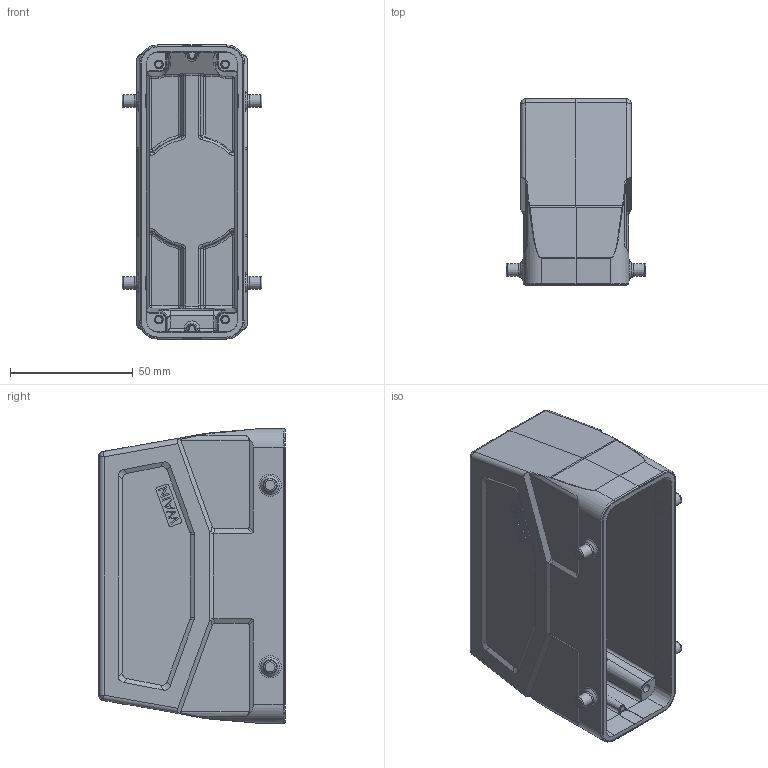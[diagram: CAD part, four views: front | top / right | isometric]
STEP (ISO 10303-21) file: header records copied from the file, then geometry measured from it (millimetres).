
FILE_DESCRIPTION(/* description */ (''),/* implementation_level */ '2;1');
FILE_NAME(/* name */ '3D_1112245305006_EMC.W24B-SEH-4B-PG21_V1.0_stp.stp',/* time_stamp */ '2024-03-20T16:31:53+08:00',/* author */ (''),/* organization */ (''),/* preprocessor_version */ 'ST-DEVELOPER v18.1',/* originating_system */ 'SIEMENS PLM Software NX 1980',/* authorisation */ '');
FILE_SCHEMA (('TECHNICAL_DATA_PACKAGING'));
Length unit declared in the file: millimetre
Products named in the file (1): 3D_1112245305006_EMC.W24B-SEH-4B-PG21_V1.0_stp
Bounding box: 57 x 76 x 120 mm (x, y, z)
Volume: 99381 mm3; surface area: 53068.9 mm2
Topology: 1 solids, 1 shells, 525 faces, 1302 edges, 798 vertices
Faces by surface type: plane 228, cylinder 160, bspline 58, torus 32, sphere 23, cone 22, extrusion 2
Full cylindrical faces by diameter (mm): 2.7 x4, 3.5 x4, 26.7 x1
Entity records: 16942 total; most frequent: CARTESIAN_POINT 4770, DIRECTION 2539, ORIENTED_EDGE 2514, EDGE_CURVE 1257, AXIS2_PLACEMENT_3D 921, VERTEX_POINT 791, VECTOR 697, LINE 695
